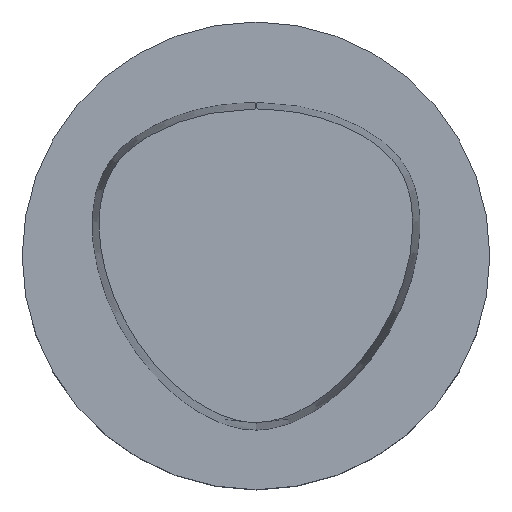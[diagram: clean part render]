
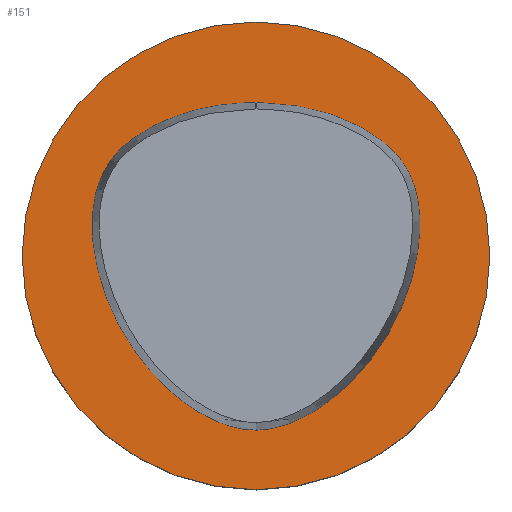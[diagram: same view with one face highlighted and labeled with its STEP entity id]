
A CAD part, top view. The second image highlights one B-rep face of the part: STEP entity #151.
In plain terms, the highlighted planar face has unit normal (0, 0, 1).
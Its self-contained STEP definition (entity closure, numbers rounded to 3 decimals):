
#73=EDGE_CURVE('Unnamed[1]',#192,#192,#193,.T.);
#85=EDGE_CURVE('Unnamed[1]',#211,#204,#212,.T.);
#111=EDGE_CURVE('Unnamed[1]',#196,#211,#251,.T.);
#151=ADVANCED_FACE('Unnamed[1]',(#307,#308),#309,.T.);
#160=EDGE_CURVE('Unnamed[1]',#204,#196,#320,.T.);
#192=VERTEX_POINT('',#350);
#193=CIRCLE('',#351,31.5);
#196=VERTEX_POINT('',#355);
#204=VERTEX_POINT('',#433);
#211=VERTEX_POINT('',#443);
#212=CIRCLE('',#444,0.95);
#251=B_SPLINE_CURVE_WITH_KNOTS('',3,(#508,#509,#510,#511,#512,#513,#514,#515,#516,#517,#518,#519,#520,#521,#522,#523,#524,#525),.UNSPECIFIED.,.F.,.F.,(4,1,1,1,1,1,1,1,1,2,1,1,1,1,4),(-6.615,-6.202,-5.788,-5.375,-4.961,-4.134,-3.308,-2.894,-2.481,-2.067,-1.654,-1.24,-0.827,-0.413,0.0),.UNSPECIFIED.);
#307=FACE_BOUND('',#666,.T.);
#308=FACE_OUTER_BOUND('',#667,.T.);
#309=PLANE('',#668);
#320=B_SPLINE_CURVE_WITH_KNOTS('',3,(#699,#700,#701,#702,#703,#704,#705,#706,#707,#708,#709,#710,#711,#712,#713,#714,#715),.UNSPECIFIED.,.F.,.F.,(4,1,1,1,1,1,1,1,1,1,1,1,1,1,4),(-13.23,-12.817,-12.403,-11.99,-11.576,-11.163,-10.956,-10.75,-10.336,-9.923,-9.096,-8.269,-7.442,-7.029,-6.615),.UNSPECIFIED.);
#350=CARTESIAN_POINT('',(0.,31.5,0.));
#351=AXIS2_PLACEMENT_3D('',#737,#738,#739);
#355=CARTESIAN_POINT('',(0.044,-23.469,0.));
#433=CARTESIAN_POINT('',(0.045,20.677,0.));
#443=CARTESIAN_POINT('',(-0.045,20.677,0.));
#444=AXIS2_PLACEMENT_3D('',#754,#755,#756);
#508=CARTESIAN_POINT('',(0.044,-23.469,0.));
#509=CARTESIAN_POINT('',(-1.471,-23.477,0.));
#510=CARTESIAN_POINT('',(-4.439,-22.821,0.));
#511=CARTESIAN_POINT('',(-8.35,-20.8,0.));
#512=CARTESIAN_POINT('',(-11.745,-18.156,0.));
#513=CARTESIAN_POINT('',(-15.699,-14.041,0.));
#514=CARTESIAN_POINT('',(-19.535,-8.006,0.));
#515=CARTESIAN_POINT('',(-21.721,-1.161,0.0));
#516=CARTESIAN_POINT('',(-22.249,4.55,0.0));
#517=CARTESIAN_POINT('',(-21.665,9.002,0.0));
#518=CARTESIAN_POINT('',(-20.395,11.778,0.0));
#519=CARTESIAN_POINT('',(-18.593,14.198,0.0));
#520=CARTESIAN_POINT('',(-16.323,16.178,0.0));
#521=CARTESIAN_POINT('',(-12.508,18.252,0.));
#522=CARTESIAN_POINT('',(-8.468,19.679,0.));
#523=CARTESIAN_POINT('',(-4.23,20.488,0.));
#524=CARTESIAN_POINT('',(-1.423,20.613,0.));
#525=CARTESIAN_POINT('',(-0.045,20.677,0.));
#666=EDGE_LOOP('',(#854,#855,#856));
#667=EDGE_LOOP('',(#857));
#668=AXIS2_PLACEMENT_3D('',#858,#859,#860);
#699=CARTESIAN_POINT('',(0.045,20.677,0.));
#700=CARTESIAN_POINT('',(1.424,20.61,0.));
#701=CARTESIAN_POINT('',(4.223,20.484,0.));
#702=CARTESIAN_POINT('',(8.472,19.689,0.));
#703=CARTESIAN_POINT('',(12.514,18.243,0.0));
#704=CARTESIAN_POINT('',(16.304,16.173,0.));
#705=CARTESIAN_POINT('',(19.145,13.704,0.));
#706=CARTESIAN_POINT('',(20.732,11.101,0.0));
#707=CARTESIAN_POINT('',(21.783,8.281,0.));
#708=CARTESIAN_POINT('',(22.226,4.609,0.0));
#709=CARTESIAN_POINT('',(21.744,-1.113,0.0));
#710=CARTESIAN_POINT('',(19.552,-7.954,0.0));
#711=CARTESIAN_POINT('',(14.957,-15.209,0.0));
#712=CARTESIAN_POINT('',(9.668,-20.083,0.));
#713=CARTESIAN_POINT('',(4.516,-22.795,0.));
#714=CARTESIAN_POINT('',(1.559,-23.461,0.));
#715=CARTESIAN_POINT('',(0.044,-23.469,0.));
#737=CARTESIAN_POINT('',(0.0,0.0,0.0));
#738=DIRECTION('',(0.,0.,-1.0));
#739=DIRECTION('',(0.,1.0,0.));
#754=CARTESIAN_POINT('',(-0.001,19.728,0.));
#755=DIRECTION('',(0.,0.,-1.0));
#756=DIRECTION('',(-0.046,0.999,0.));
#854=ORIENTED_EDGE('',*,*,#160,.T.);
#855=ORIENTED_EDGE('',*,*,#111,.T.);
#856=ORIENTED_EDGE('',*,*,#85,.T.);
#857=ORIENTED_EDGE('',*,*,#73,.F.);
#858=CARTESIAN_POINT('',(0.,15.75,0.));
#859=DIRECTION('',(0.,0.,1.0));
#860=DIRECTION('',(0.,-1.0,0.));
